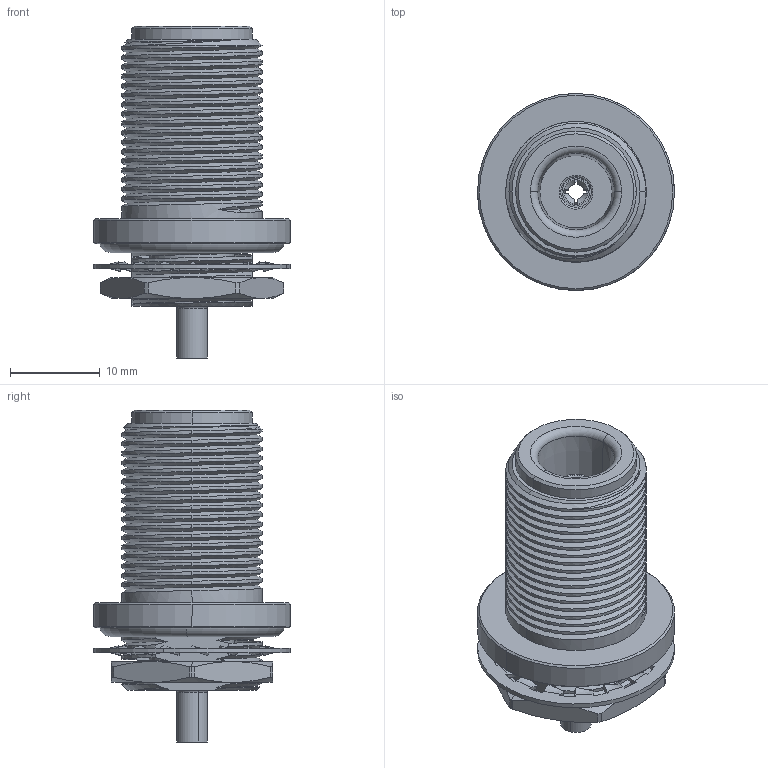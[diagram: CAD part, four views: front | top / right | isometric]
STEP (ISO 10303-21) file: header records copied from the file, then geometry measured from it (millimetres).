
FILE_DESCRIPTION (( 'STEP AP214' ), '1' );
FILE_NAME ('25-292-B3-HA.STEP', '2025-02-27T11:45:11', ( '' ), ( '' ), 'SwSTEP 2.0', 'SolidWorks 2024', '' );
FILE_SCHEMA (( 'AUTOMOTIVE_DESIGN' ));
Length unit declared in the file: millimetre
Products named in the file (1): 25-292-B3-HA
Bounding box: 22 x 22 x 37.07 mm (x, y, z)
Surface area: 4497.7 mm2 (no closed solid volume)
Topology: 0 solids, 10 shells, 261 faces, 854 edges, 564 vertices
Faces by surface type: bspline 83, cylinder 66, plane 62, cone 42, torus 8
Entity records: 16895 total; most frequent: CARTESIAN_POINT 10666, ORIENTED_EDGE 1472, DIRECTION 930, EDGE_CURVE 854, VERTEX_POINT 564, AXIS2_PLACEMENT_3D 336, B_SPLINE_CURVE_WITH_KNOTS 328, EDGE_LOOP 272
